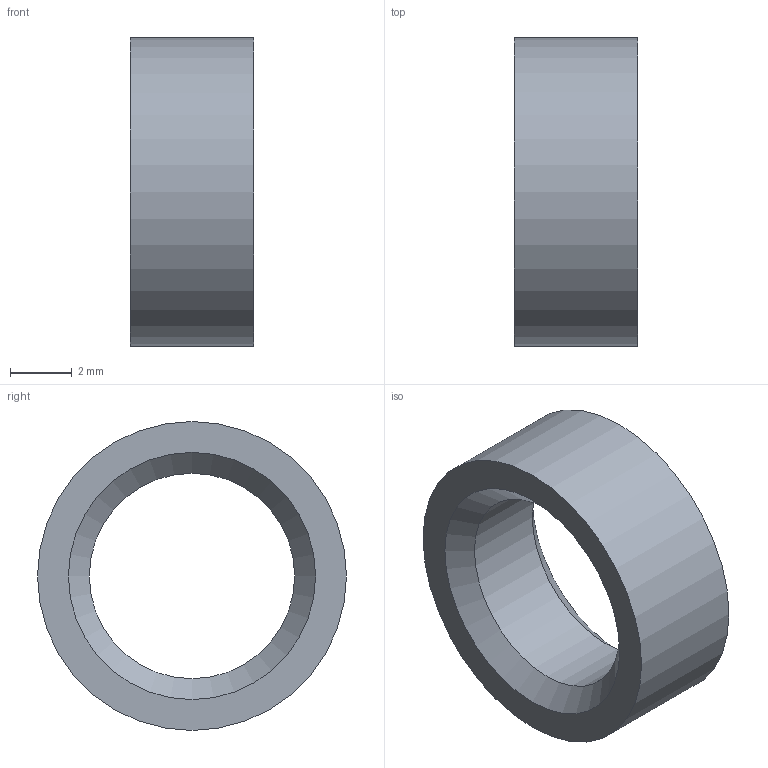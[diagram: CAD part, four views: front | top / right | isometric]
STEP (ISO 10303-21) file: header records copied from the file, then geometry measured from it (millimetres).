
FILE_DESCRIPTION((''),'2;1');
FILE_NAME('MSD-ZR1.stp','2012-11-23T07:28:55',('hartung_david'),(''),'Autodesk Inventor 2012','Autodesk Inventor 2012','');
FILE_SCHEMA(('AUTOMOTIVE_DESIGN { 1 0 10303 214 1 1 1 1 }'));
Length unit declared in the file: millimetre
Products named in the file (1): MSD-ZR1
Bounding box: 4 x 10 x 10 mm (x, y, z)
Volume: 165.2 mm3; surface area: 281.5 mm2
Topology: 1 solids, 1 shells, 6 faces, 10 edges, 6 vertices
Faces by surface type: cylinder 2, cone 2, plane 2
Full cylindrical faces by diameter (mm): 6.647 x1, 10 x1
Entity records: 154 total; most frequent: DIRECTION 26, CARTESIAN_POINT 19, AXIS2_PLACEMENT_3D 13, ORIENTED_EDGE 12, EDGE_LOOP 12, VERTEX_POINT 6, CIRCLE 6, EDGE_CURVE 6
